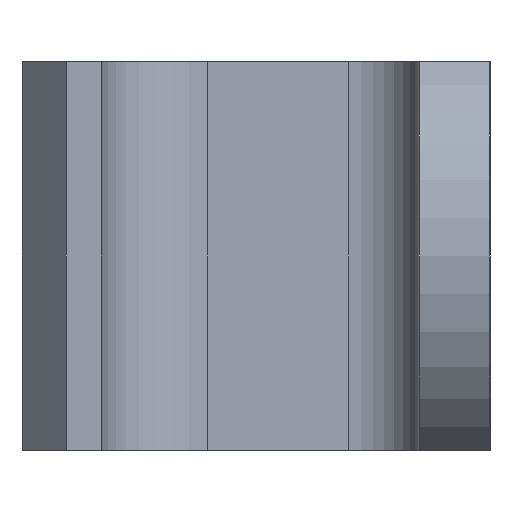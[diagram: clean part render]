
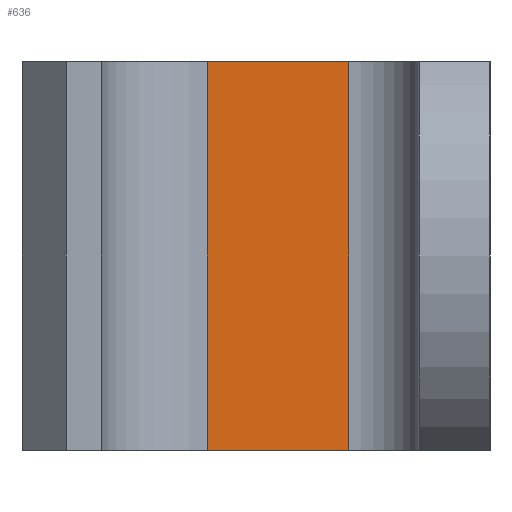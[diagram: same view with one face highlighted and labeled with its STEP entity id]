
A CAD part, left-side view. The second image highlights one B-rep face of the part: STEP entity #636.
In plain terms, the highlighted planar face has unit normal (-1, 0, 0).
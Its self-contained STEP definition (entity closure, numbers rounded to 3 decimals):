
#154=DIRECTION('',(0.,-1.,0.));
#155=VECTOR('',#154,4.);
#156=CARTESIAN_POINT('',(-3.,8.,5.5));
#157=LINE('',#156,#155);
#194=DIRECTION('',(0.,-1.,0.));
#195=VECTOR('',#194,4.);
#196=CARTESIAN_POINT('',(-3.,8.,-5.5));
#197=LINE('',#196,#195);
#224=DIRECTION('',(0.,0.,1.));
#225=VECTOR('',#224,11.);
#226=CARTESIAN_POINT('',(-3.,4.,-5.5));
#227=LINE('',#226,#225);
#228=DIRECTION('',(0.,0.,1.));
#229=VECTOR('',#228,11.);
#230=CARTESIAN_POINT('',(-3.,8.,-5.5));
#231=LINE('',#230,#229);
#282=CARTESIAN_POINT('',(-3.,8.,-5.5));
#283=VERTEX_POINT('',#282);
#294=CARTESIAN_POINT('',(-3.,8.,5.5));
#295=VERTEX_POINT('',#294);
#348=CARTESIAN_POINT('',(-3.,4.,-5.5));
#349=CARTESIAN_POINT('',(-3.,4.,5.5));
#350=VERTEX_POINT('',#348);
#351=VERTEX_POINT('',#349);
#624=CARTESIAN_POINT('',(-3.,8.,-5.5));
#625=DIRECTION('',(-1.,0.,0.));
#626=DIRECTION('',(0.,-1.,0.));
#627=AXIS2_PLACEMENT_3D('',#624,#625,#626);
#628=PLANE('',#627);
#629=ORIENTED_EDGE('',*,*,#587,.F.);
#630=ORIENTED_EDGE('',*,*,#598,.F.);
#632=ORIENTED_EDGE('',*,*,#631,.T.);
#633=ORIENTED_EDGE('',*,*,#555,.T.);
#634=EDGE_LOOP('',(#629,#630,#632,#633));
#635=FACE_OUTER_BOUND('',#634,.F.);
#636=ADVANCED_FACE('',(#635),#628,.T.);
#555=EDGE_CURVE('',#295,#351,#157,.T.);
#587=EDGE_CURVE('',#350,#351,#227,.T.);
#598=EDGE_CURVE('',#283,#350,#197,.T.);
#631=EDGE_CURVE('',#283,#295,#231,.T.);
